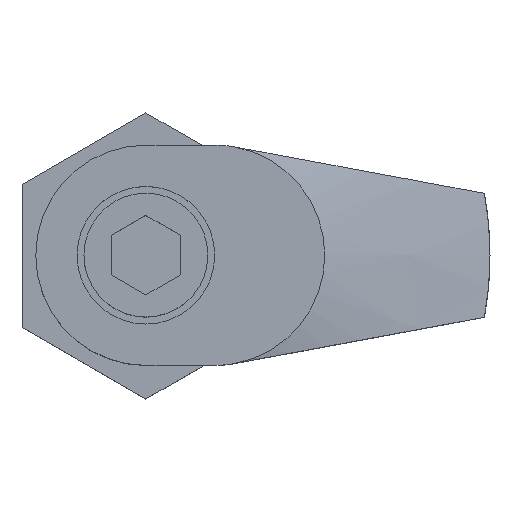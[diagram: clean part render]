
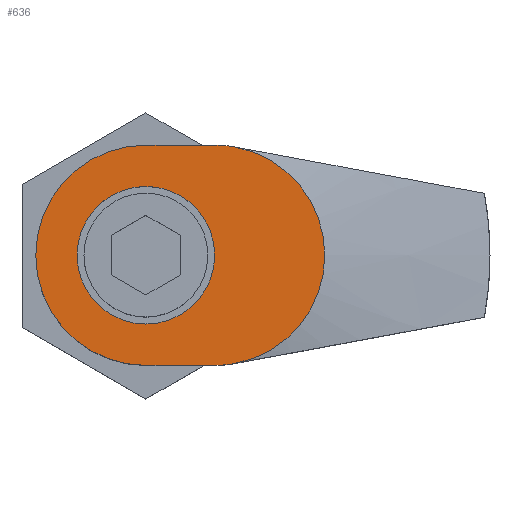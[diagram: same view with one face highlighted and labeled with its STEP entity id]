
A CAD part, top view. The second image highlights one B-rep face of the part: STEP entity #636.
In plain terms, the highlighted planar face has unit normal (0, 0, 1).
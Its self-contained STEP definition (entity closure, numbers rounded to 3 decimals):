
#27 = AXIS2_PLACEMENT_3D ( 'NONE', #1763, #618, #1926 ) ;
#59 = CIRCLE ( 'NONE', #451, 10. ) ;
#70 = VERTEX_POINT ( 'NONE', #323 ) ;
#94 = ORIENTED_EDGE ( 'NONE', *, *, #1816, .T. ) ;
#135 = DIRECTION ( 'NONE',  ( 0., 0., 1. ) ) ;
#158 = CARTESIAN_POINT ( 'NONE',  ( 10., 0., 57. ) ) ;
#217 = ORIENTED_EDGE ( 'NONE', *, *, #1272, .T. ) ;
#235 = EDGE_CURVE ( 'NONE', #319, #551, #59, .T. ) ;
#286 = AXIS2_PLACEMENT_3D ( 'NONE', #1260, #1767, #1422 ) ;
#316 = DIRECTION ( 'NONE',  ( 1., 0., 0. ) ) ;
#319 = VERTEX_POINT ( 'NONE', #1785 ) ;
#323 = CARTESIAN_POINT ( 'NONE',  ( 0., 16., 57. ) ) ;
#338 = VERTEX_POINT ( 'NONE', #1991 ) ;
#345 = CARTESIAN_POINT ( 'NONE',  ( 10., 0., 57. ) ) ;
#360 = EDGE_CURVE ( 'NONE', #551, #319, #987, .T. ) ;
#415 = CARTESIAN_POINT ( 'NONE',  ( 12.92, 15.731, 57. ) ) ;
#431 = AXIS2_PLACEMENT_3D ( 'NONE', #1277, #965, #316 ) ;
#435 = CARTESIAN_POINT ( 'NONE',  ( 0., 0., 57. ) ) ;
#438 = EDGE_CURVE ( 'NONE', #1717, #444, #1694, .T. ) ;
#441 = DIRECTION ( 'NONE',  ( 1., 0., 0. ) ) ;
#444 = VERTEX_POINT ( 'NONE', #449 ) ;
#449 = CARTESIAN_POINT ( 'NONE',  ( 0., -16., 57. ) ) ;
#451 = AXIS2_PLACEMENT_3D ( 'NONE', #435, #2016, #441 ) ;
#455 = AXIS2_PLACEMENT_3D ( 'NONE', #1563, #135, #2025 ) ;
#489 = AXIS2_PLACEMENT_3D ( 'NONE', #611, #1072, #1729 ) ;
#551 = VERTEX_POINT ( 'NONE', #158 ) ;
#587 = ORIENTED_EDGE ( 'NONE', *, *, #360, .F. ) ;
#611 = CARTESIAN_POINT ( 'NONE',  ( 0., 0., 57. ) ) ;
#618 = DIRECTION ( 'NONE',  ( 0., 0., 1. ) ) ;
#630 = ORIENTED_EDGE ( 'NONE', *, *, #788, .T. ) ;
#636 = ADVANCED_FACE ( 'NONE', ( #1104, #653 ), #1290, .T. ) ;
#651 = ORIENTED_EDGE ( 'NONE', *, *, #235, .F. ) ;
#653 = FACE_BOUND ( 'NONE', #972, .T. ) ;
#738 = CARTESIAN_POINT ( 'NONE',  ( 0., 0., 57. ) ) ;
#788 = EDGE_CURVE ( 'NONE', #338, #70, #1651, .T. ) ;
#834 = ORIENTED_EDGE ( 'NONE', *, *, #438, .T. ) ;
#853 = DIRECTION ( 'NONE',  ( 1., 0., 0. ) ) ;
#867 = VERTEX_POINT ( 'NONE', #415 ) ;
#910 = VERTEX_POINT ( 'NONE', #1493 ) ;
#926 = CIRCLE ( 'NONE', #27, 16. ) ;
#955 = DIRECTION ( 'NONE',  ( 0., 0., 1. ) ) ;
#965 = DIRECTION ( 'NONE',  ( 0., 0., 1. ) ) ;
#972 = EDGE_LOOP ( 'NONE', ( #587, #651 ) ) ;
#987 = CIRCLE ( 'NONE', #1325, 10. ) ;
#988 = LINE ( 'NONE', #1510, #1294 ) ;
#1016 = CARTESIAN_POINT ( 'NONE',  ( 10., 16., 57. ) ) ;
#1047 = VERTEX_POINT ( 'NONE', #1545 ) ;
#1072 = DIRECTION ( 'NONE',  ( 0., 0., 1. ) ) ;
#1104 = FACE_OUTER_BOUND ( 'NONE', #2022, .T. ) ;
#1135 = DIRECTION ( 'NONE',  ( 1., 0., 0. ) ) ;
#1184 = VECTOR ( 'NONE', #1356, 1000. ) ;
#1186 = CIRCLE ( 'NONE', #286, 16. ) ;
#1250 = CIRCLE ( 'NONE', #1950, 16. ) ;
#1260 = CARTESIAN_POINT ( 'NONE',  ( 0., 0., 57. ) ) ;
#1272 = EDGE_CURVE ( 'NONE', #867, #338, #1250, .T. ) ;
#1277 = CARTESIAN_POINT ( 'NONE',  ( 10., 0., 57. ) ) ;
#1287 = EDGE_CURVE ( 'NONE', #70, #1717, #1186, .T. ) ;
#1290 = PLANE ( 'NONE',  #489 ) ;
#1294 = VECTOR ( 'NONE', #853, 1000. ) ;
#1325 = AXIS2_PLACEMENT_3D ( 'NONE', #738, #1376, #1856 ) ;
#1356 = DIRECTION ( 'NONE',  ( -1., 0., 0. ) ) ;
#1365 = CIRCLE ( 'NONE', #431, 16. ) ;
#1376 = DIRECTION ( 'NONE',  ( 0., 0., 1. ) ) ;
#1387 = CARTESIAN_POINT ( 'NONE',  ( -16., 0., 57. ) ) ;
#1422 = DIRECTION ( 'NONE',  ( 1., 0., 0. ) ) ;
#1493 = CARTESIAN_POINT ( 'NONE',  ( 12.92, -15.731, 57. ) ) ;
#1510 = CARTESIAN_POINT ( 'NONE',  ( 10., -16., 57. ) ) ;
#1545 = CARTESIAN_POINT ( 'NONE',  ( 10., -16., 57. ) ) ;
#1553 = EDGE_CURVE ( 'NONE', #444, #1047, #988, .T. ) ;
#1563 = CARTESIAN_POINT ( 'NONE',  ( 0., 0., 57. ) ) ;
#1651 = LINE ( 'NONE', #1016, #1184 ) ;
#1665 = ORIENTED_EDGE ( 'NONE', *, *, #1287, .T. ) ;
#1694 = CIRCLE ( 'NONE', #455, 16. ) ;
#1717 = VERTEX_POINT ( 'NONE', #1387 ) ;
#1729 = DIRECTION ( 'NONE',  ( 1., 0., 0. ) ) ;
#1763 = CARTESIAN_POINT ( 'NONE',  ( 10., 0., 57. ) ) ;
#1767 = DIRECTION ( 'NONE',  ( 0., 0., 1. ) ) ;
#1785 = CARTESIAN_POINT ( 'NONE',  ( -10., 0., 57. ) ) ;
#1816 = EDGE_CURVE ( 'NONE', #910, #867, #926, .T. ) ;
#1856 = DIRECTION ( 'NONE',  ( 1., 0., 0. ) ) ;
#1879 = EDGE_CURVE ( 'NONE', #1047, #910, #1365, .T. ) ;
#1926 = DIRECTION ( 'NONE',  ( 1., 0., 0. ) ) ;
#1950 = AXIS2_PLACEMENT_3D ( 'NONE', #345, #955, #1135 ) ;
#1951 = ORIENTED_EDGE ( 'NONE', *, *, #1553, .T. ) ;
#1991 = CARTESIAN_POINT ( 'NONE',  ( 10., 16., 57. ) ) ;
#2009 = ORIENTED_EDGE ( 'NONE', *, *, #1879, .T. ) ;
#2016 = DIRECTION ( 'NONE',  ( 0., 0., 1. ) ) ;
#2022 = EDGE_LOOP ( 'NONE', ( #94, #217, #630, #1665, #834, #1951, #2009 ) ) ;
#2025 = DIRECTION ( 'NONE',  ( 1., 0., 0. ) ) ;
